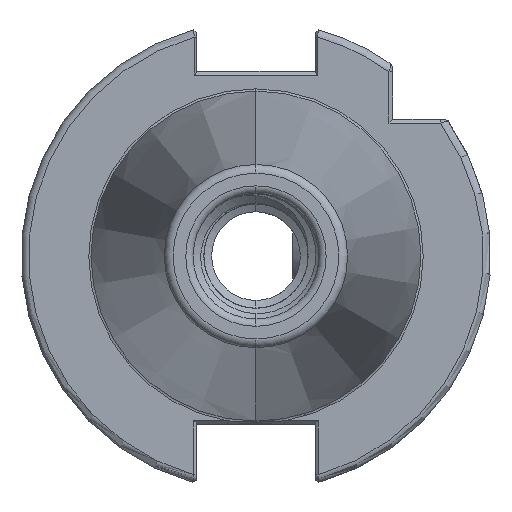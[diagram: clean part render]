
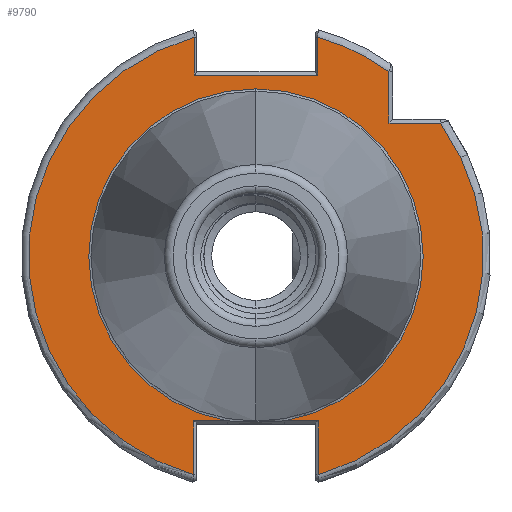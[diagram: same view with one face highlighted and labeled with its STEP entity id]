
A CAD part, left-side view. The second image highlights one B-rep face of the part: STEP entity #9790.
In plain terms, the highlighted planar face has unit normal (-1, 0, 0).
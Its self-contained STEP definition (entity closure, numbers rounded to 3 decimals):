
#836 = CIRCLE ( 'NONE', #17723, 30.775 ) ;
#885 = VECTOR ( 'NONE', #12159, 1000. ) ;
#905 = VECTOR ( 'NONE', #12367, 1000. ) ;
#908 = LINE ( 'NONE', #12154, #885 ) ;
#919 = LINE ( 'NONE', #12363, #905 ) ;
#1191 = CIRCLE ( 'NONE', #17718, 22.627 ) ;
#1475 = DIRECTION ( 'NONE',  ( 0., 0., -1. ) ) ;
#1485 = CARTESIAN_POINT ( 'NONE',  ( 0., 0., 0. ) ) ;
#1507 = DIRECTION ( 'NONE',  ( 1., 0., 0. ) ) ;
#1651 = CARTESIAN_POINT ( 'NONE',  ( 0., 8.451, 0. ) ) ;
#1683 = DIRECTION ( 'NONE',  ( 0., 0., 1. ) ) ;
#3319 = CARTESIAN_POINT ( 'NONE',  ( 0., 22.692, -22.3 ) ) ;
#3324 = DIRECTION ( 'NONE',  ( 0., -1., 0. ) ) ;
#3916 = ORIENTED_EDGE ( 'NONE', *, *, #22051, .T. ) ;
#3928 = ORIENTED_EDGE ( 'NONE', *, *, #16160, .T. ) ;
#3936 = ORIENTED_EDGE ( 'NONE', *, *, #16159, .T. ) ;
#3938 = ORIENTED_EDGE ( 'NONE', *, *, #16105, .T. ) ;
#3940 = ORIENTED_EDGE ( 'NONE', *, *, #16130, .T. ) ;
#3943 = ORIENTED_EDGE ( 'NONE', *, *, #16132, .T. ) ;
#3957 = ORIENTED_EDGE ( 'NONE', *, *, #16087, .T. ) ;
#3959 = ORIENTED_EDGE ( 'NONE', *, *, #22075, .T. ) ;
#3961 = ORIENTED_EDGE ( 'NONE', *, *, #16099, .T. ) ;
#3964 = ORIENTED_EDGE ( 'NONE', *, *, #16104, .T. ) ;
#3969 = ORIENTED_EDGE ( 'NONE', *, *, #16179, .T. ) ;
#3970 = ORIENTED_EDGE ( 'NONE', *, *, #21464, .T. ) ;
#3972 = ORIENTED_EDGE ( 'NONE', *, *, #22027, .T. ) ;
#3973 = ORIENTED_EDGE ( 'NONE', *, *, #16088, .T. ) ;
#4218 = EDGE_LOOP ( 'NONE', ( #3938, #3964, #3961, #3943, #3940, #3957, #3973, #3969, #3928, #3936, #3970, #3959, #3916, #3972 ) ) ;
#6764 = VERTEX_POINT ( 'NONE', #11063 ) ;
#6983 = VERTEX_POINT ( 'NONE', #11127 ) ;
#9790 = ADVANCED_FACE ( 'NONE', ( #22613 ), #15068, .F. ) ;
#11063 = CARTESIAN_POINT ( 'NONE',  ( 0., -3.833, -22.3 ) ) ;
#11127 = CARTESIAN_POINT ( 'NONE',  ( 0., 0., 22.627 ) ) ;
#12021 = DIRECTION ( 'NONE',  ( -1., 0., 0. ) ) ;
#12049 = CARTESIAN_POINT ( 'NONE',  ( 0., 0., 0. ) ) ;
#12058 = DIRECTION ( 'NONE',  ( 0., 0., -1. ) ) ;
#12154 = CARTESIAN_POINT ( 'NONE',  ( 0., -8.451, 0. ) ) ;
#12159 = DIRECTION ( 'NONE',  ( 0., 0., -1. ) ) ;
#12363 = CARTESIAN_POINT ( 'NONE',  ( 0., 22.692, -22.3 ) ) ;
#12367 = DIRECTION ( 'NONE',  ( 0., -1., 0. ) ) ;
#15068 = PLANE ( 'NONE',  #17656 ) ;
#15078 = CARTESIAN_POINT ( 'NONE',  ( 0., 22.692, 0. ) ) ;
#15080 = DIRECTION ( 'NONE',  ( 1., 0., 0. ) ) ;
#15088 = DIRECTION ( 'NONE',  ( 0., 0., -1. ) ) ;
#15439 = CARTESIAN_POINT ( 'NONE',  ( 0., 8.335, 29.704 ) ) ;
#15440 = CARTESIAN_POINT ( 'NONE',  ( 0., 0., 0. ) ) ;
#15446 = DIRECTION ( 'NONE',  ( 0., 0., 1. ) ) ;
#15447 = DIRECTION ( 'NONE',  ( -1., 0., 0. ) ) ;
#15448 = DIRECTION ( 'NONE',  ( 0., 0., -1. ) ) ;
#15517 = DIRECTION ( 'NONE',  ( 0., 0., -1. ) ) ;
#15540 = CARTESIAN_POINT ( 'NONE',  ( 0., -18., 24.594 ) ) ;
#15550 = DIRECTION ( 'NONE',  ( -1., 0., 0. ) ) ;
#15554 = CARTESIAN_POINT ( 'NONE',  ( 0., 0., 0. ) ) ;
#15560 = CARTESIAN_POINT ( 'NONE',  ( 0., -18.5, 18. ) ) ;
#15561 = DIRECTION ( 'NONE',  ( 0., 1., 0. ) ) ;
#15575 = DIRECTION ( 'NONE',  ( 0., 0., 1. ) ) ;
#15759 = DIRECTION ( 'NONE',  ( 0., 1., 0. ) ) ;
#15763 = DIRECTION ( 'NONE',  ( 0., 0., -1. ) ) ;
#15772 = CARTESIAN_POINT ( 'NONE',  ( 0., 8.05, 24.5 ) ) ;
#15791 = CARTESIAN_POINT ( 'NONE',  ( 0., -8.335, 25. ) ) ;
#16087 = EDGE_CURVE ( 'NONE', #16348, #16308, #22677, .T. ) ;
#16088 = EDGE_CURVE ( 'NONE', #16308, #16281, #22657, .T. ) ;
#16099 = EDGE_CURVE ( 'NONE', #16345, #16342, #22689, .T. ) ;
#16104 = EDGE_CURVE ( 'NONE', #16279, #16345, #22679, .T. ) ;
#16105 = EDGE_CURVE ( 'NONE', #16300, #16279, #22681, .T. ) ;
#16130 = EDGE_CURVE ( 'NONE', #16641, #16348, #22696, .T. ) ;
#16132 = EDGE_CURVE ( 'NONE', #16342, #16641, #22694, .T. ) ;
#16159 = EDGE_CURVE ( 'NONE', #16341, #6983, #22729, .T. ) ;
#16160 = EDGE_CURVE ( 'NONE', #16311, #16341, #22699, .T. ) ;
#16179 = EDGE_CURVE ( 'NONE', #16281, #16311, #22743, .T. ) ;
#16279 = VERTEX_POINT ( 'NONE', #17915 ) ;
#16281 = VERTEX_POINT ( 'NONE', #17916 ) ;
#16300 = VERTEX_POINT ( 'NONE', #17975 ) ;
#16302 = VERTEX_POINT ( 'NONE', #18029 ) ;
#16308 = VERTEX_POINT ( 'NONE', #18011 ) ;
#16311 = VERTEX_POINT ( 'NONE', #18030 ) ;
#16341 = VERTEX_POINT ( 'NONE', #17978 ) ;
#16342 = VERTEX_POINT ( 'NONE', #17982 ) ;
#16345 = VERTEX_POINT ( 'NONE', #18003 ) ;
#16348 = VERTEX_POINT ( 'NONE', #17973 ) ;
#16350 = VERTEX_POINT ( 'NONE', #17983 ) ;
#16641 = VERTEX_POINT ( 'NONE', #18060 ) ;
#17650 = AXIS2_PLACEMENT_3D ( 'NONE', #15440, #15447, #15448 ) ;
#17656 = AXIS2_PLACEMENT_3D ( 'NONE', #15078, #15080, #15088 ) ;
#17669 = AXIS2_PLACEMENT_3D ( 'NONE', #15554, #15550, #15517 ) ;
#17689 = AXIS2_PLACEMENT_3D ( 'NONE', #1485, #1507, #1475 ) ;
#17718 = AXIS2_PLACEMENT_3D ( 'NONE', #18363, #18342, #18341 ) ;
#17723 = AXIS2_PLACEMENT_3D ( 'NONE', #12049, #12021, #12058 ) ;
#17915 = CARTESIAN_POINT ( 'NONE',  ( 0., -18., 18. ) ) ;
#17916 = CARTESIAN_POINT ( 'NONE',  ( 0., 8.451, -29.592 ) ) ;
#17973 = CARTESIAN_POINT ( 'NONE',  ( 0., 8.335, 24.5 ) ) ;
#17975 = CARTESIAN_POINT ( 'NONE',  ( 0., -24.962, 18. ) ) ;
#17978 = CARTESIAN_POINT ( 'NONE',  ( 0., 3.833, -22.3 ) ) ;
#17982 = CARTESIAN_POINT ( 'NONE',  ( 0., -8.335, 29.625 ) ) ;
#17983 = CARTESIAN_POINT ( 'NONE',  ( 0., -8.451, -22.3 ) ) ;
#18003 = CARTESIAN_POINT ( 'NONE',  ( 0., -18., 24.962 ) ) ;
#18011 = CARTESIAN_POINT ( 'NONE',  ( 0., 8.335, 29.625 ) ) ;
#18029 = CARTESIAN_POINT ( 'NONE',  ( 0., -8.451, -29.592 ) ) ;
#18030 = CARTESIAN_POINT ( 'NONE',  ( 0., 8.451, -22.3 ) ) ;
#18060 = CARTESIAN_POINT ( 'NONE',  ( 0., -8.335, 24.5 ) ) ;
#18341 = DIRECTION ( 'NONE',  ( 0., 0., -1. ) ) ;
#18342 = DIRECTION ( 'NONE',  ( 1., 0., 0. ) ) ;
#18363 = CARTESIAN_POINT ( 'NONE',  ( 0., 0., 0. ) ) ;
#21464 = EDGE_CURVE ( 'NONE', #6983, #6764, #1191, .T. ) ;
#22027 = EDGE_CURVE ( 'NONE', #16302, #16300, #836, .T. ) ;
#22051 = EDGE_CURVE ( 'NONE', #16350, #16302, #908, .T. ) ;
#22075 = EDGE_CURVE ( 'NONE', #6764, #16350, #919, .T. ) ;
#22613 = FACE_OUTER_BOUND ( 'NONE', #4218, .T. ) ;
#22657 = CIRCLE ( 'NONE', #17650, 30.775 ) ;
#22661 = VECTOR ( 'NONE', #15446, 1000. ) ;
#22677 = LINE ( 'NONE', #15439, #22661 ) ;
#22679 = LINE ( 'NONE', #15540, #22680 ) ;
#22680 = VECTOR ( 'NONE', #15575, 1000. ) ;
#22681 = LINE ( 'NONE', #15560, #22683 ) ;
#22683 = VECTOR ( 'NONE', #15561, 1000. ) ;
#22689 = CIRCLE ( 'NONE', #17669, 30.775 ) ;
#22694 = LINE ( 'NONE', #15791, #22718 ) ;
#22696 = LINE ( 'NONE', #15772, #22697 ) ;
#22697 = VECTOR ( 'NONE', #15759, 1000. ) ;
#22699 = LINE ( 'NONE', #3319, #22728 ) ;
#22718 = VECTOR ( 'NONE', #15763, 1000. ) ;
#22728 = VECTOR ( 'NONE', #3324, 1000. ) ;
#22729 = CIRCLE ( 'NONE', #17689, 22.627 ) ;
#22743 = LINE ( 'NONE', #1651, #22752 ) ;
#22752 = VECTOR ( 'NONE', #1683, 1000. ) ;
